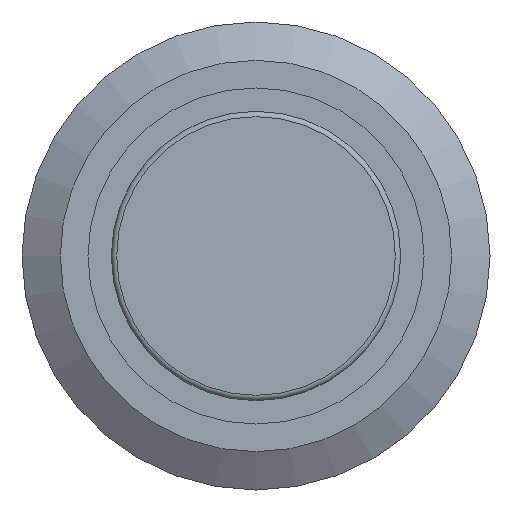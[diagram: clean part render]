
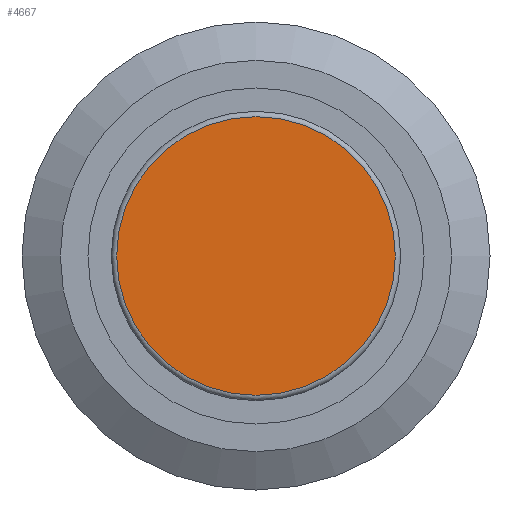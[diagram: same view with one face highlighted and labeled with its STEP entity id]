
A CAD part, left-side view. The second image highlights one B-rep face of the part: STEP entity #4667.
In plain terms, the highlighted planar face has unit normal (-1, 0, 0).
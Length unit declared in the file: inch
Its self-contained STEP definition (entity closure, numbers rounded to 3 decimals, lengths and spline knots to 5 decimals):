
#4651=CARTESIAN_POINT('',(-0.07087,-0.28366,0.28366));
#4652=DIRECTION('',(1.0,0.0,0.0));
#4653=DIRECTION('',(0.0,0.0,-1.0));
#4654=AXIS2_PLACEMENT_3D('',#4651,#4652,#4653);
#4655=PLANE('',#4654);
#4656=CARTESIAN_POINT('',(-0.07087,0.0,0.25787));
#4657=VERTEX_POINT('',#4656);
#4658=CARTESIAN_POINT('',(-0.07087,0.0,0.0));
#4659=DIRECTION('',(1.0,0.0,0.0));
#4660=DIRECTION('',(0.0,0.0,-1.0));
#4661=AXIS2_PLACEMENT_3D('',#4658,#4659,#4660);
#4662=CIRCLE('',#4661,0.25787);
#4663=EDGE_CURVE('',#4657,#4657,#4662,.T.);
#4664=ORIENTED_EDGE('',*,*,#4663,.F.);
#4665=EDGE_LOOP('',(#4664));
#4666=FACE_OUTER_BOUND('',#4665,.T.);
#4667=ADVANCED_FACE('',(#4666),#4655,.F.);
